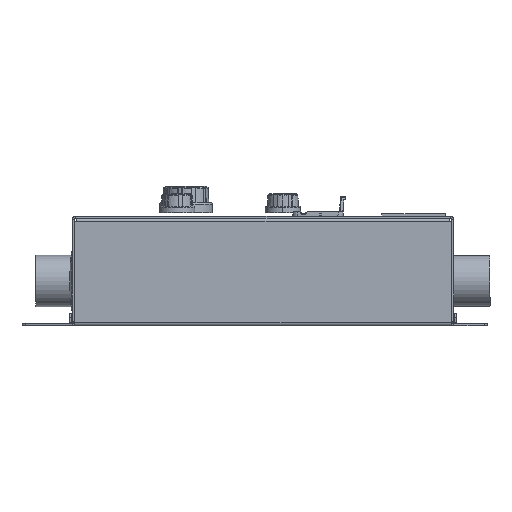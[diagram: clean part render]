
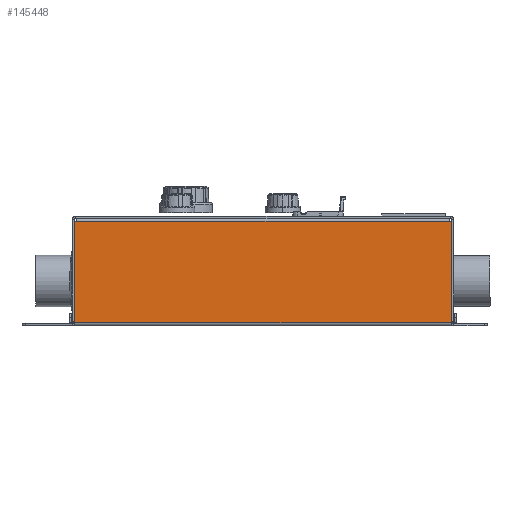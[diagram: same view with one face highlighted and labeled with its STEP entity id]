
A CAD part, left-side view. The second image highlights one B-rep face of the part: STEP entity #145448.
In plain terms, the highlighted planar face has unit normal (-1, 0, 0).
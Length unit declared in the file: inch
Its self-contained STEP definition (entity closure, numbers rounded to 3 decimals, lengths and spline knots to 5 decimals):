
#157 = LINE ( 'NONE', #16886, #29872 ) ;
#1887 = LINE ( 'NONE', #44439, #98725 ) ;
#2676 = EDGE_CURVE ( 'NONE', #28646, #111994, #59688, .T. ) ;
#2678 = VERTEX_POINT ( 'NONE', #77652 ) ;
#3032 = VERTEX_POINT ( 'NONE', #122327 ) ;
#4700 = DIRECTION ( 'NONE',  ( 0., 0., 1. ) ) ;
#7061 = VERTEX_POINT ( 'NONE', #158321 ) ;
#7316 = DIRECTION ( 'NONE',  ( 0., 0., -1. ) ) ;
#10576 = CARTESIAN_POINT ( 'NONE',  ( -4., 0., 0. ) ) ;
#12391 = CARTESIAN_POINT ( 'NONE',  ( -4., 4.44, 0. ) ) ;
#14288 = AXIS2_PLACEMENT_3D ( 'NONE', #10576, #162993, #87320 ) ;
#16886 = CARTESIAN_POINT ( 'NONE',  ( -4., -4.44, 0. ) ) ;
#19514 = ORIENTED_EDGE ( 'NONE', *, *, #86374, .T. ) ;
#21756 = VERTEX_POINT ( 'NONE', #90759 ) ;
#22740 = CARTESIAN_POINT ( 'NONE',  ( -4., 4.4, 2.469 ) ) ;
#25804 = EDGE_LOOP ( 'NONE', ( #70454, #115146, #91450, #153498, #144416, #19514, #124515, #158215 ) ) ;
#28527 = DIRECTION ( 'NONE',  ( -1., 0., 0. ) ) ;
#28646 = VERTEX_POINT ( 'NONE', #107343 ) ;
#29872 = VECTOR ( 'NONE', #4700, 39.37008 ) ;
#36521 = PLANE ( 'NONE',  #14288 ) ;
#40943 = AXIS2_PLACEMENT_3D ( 'NONE', #104136, #28527, #116831 ) ;
#44439 = CARTESIAN_POINT ( 'NONE',  ( -4., 4.44, 0.0788 ) ) ;
#50283 = VECTOR ( 'NONE', #113415, 39.37008 ) ;
#52569 = VERTEX_POINT ( 'NONE', #22740 ) ;
#53766 = EDGE_CURVE ( 'NONE', #7061, #78531, #151080, .T. ) ;
#58361 = VECTOR ( 'NONE', #124790, 39.37008 ) ;
#59688 = LINE ( 'NONE', #140659, #126880 ) ;
#64047 = EDGE_CURVE ( 'NONE', #3032, #7061, #160855, .T. ) ;
#64954 = DIRECTION ( 'NONE',  ( 0., 1., 0. ) ) ;
#68968 = CIRCLE ( 'NONE', #40943, 0.019 ) ;
#70454 = ORIENTED_EDGE ( 'NONE', *, *, #88504, .T. ) ;
#75608 = DIRECTION ( 'NONE',  ( 0., 1., 0. ) ) ;
#77283 = AXIS2_PLACEMENT_3D ( 'NONE', #158663, #83000, #7316 ) ;
#77652 = CARTESIAN_POINT ( 'NONE',  ( -4., -4.44, 0.0788 ) ) ;
#78531 = VERTEX_POINT ( 'NONE', #103170 ) ;
#83000 = DIRECTION ( 'NONE',  ( -1., 0., 0. ) ) ;
#86374 = EDGE_CURVE ( 'NONE', #21756, #28646, #68968, .T. ) ;
#87320 = DIRECTION ( 'NONE',  ( 0., 0., -1. ) ) ;
#88504 = EDGE_CURVE ( 'NONE', #52569, #3032, #125559, .T. ) ;
#90759 = CARTESIAN_POINT ( 'NONE',  ( -4., -4.44, 2.45 ) ) ;
#91450 = ORIENTED_EDGE ( 'NONE', *, *, #53766, .T. ) ;
#93349 = EDGE_CURVE ( 'NONE', #2678, #21756, #157, .T. ) ;
#94021 = VECTOR ( 'NONE', #75608, 39.37008 ) ;
#98725 = VECTOR ( 'NONE', #107435, 39.37008 ) ;
#100479 = CARTESIAN_POINT ( 'NONE',  ( -4., -4.44, 2.469 ) ) ;
#103170 = CARTESIAN_POINT ( 'NONE',  ( -4., 4.44, 0.0788 ) ) ;
#104136 = CARTESIAN_POINT ( 'NONE',  ( -4., -4.421, 2.45 ) ) ;
#107343 = CARTESIAN_POINT ( 'NONE',  ( -4., -4.421, 2.469 ) ) ;
#107435 = DIRECTION ( 'NONE',  ( 0., 1., 0. ) ) ;
#111021 = EDGE_CURVE ( 'NONE', #111994, #52569, #157266, .T. ) ;
#111994 = VERTEX_POINT ( 'NONE', #121210 ) ;
#113415 = DIRECTION ( 'NONE',  ( 0., 0., -1. ) ) ;
#115146 = ORIENTED_EDGE ( 'NONE', *, *, #64047, .T. ) ;
#116831 = DIRECTION ( 'NONE',  ( 0., 0., -1. ) ) ;
#121210 = CARTESIAN_POINT ( 'NONE',  ( -4., -4.4, 2.469 ) ) ;
#122327 = CARTESIAN_POINT ( 'NONE',  ( -4., 4.421, 2.469 ) ) ;
#124515 = ORIENTED_EDGE ( 'NONE', *, *, #2676, .T. ) ;
#124790 = DIRECTION ( 'NONE',  ( 0., 1., 0. ) ) ;
#125559 = LINE ( 'NONE', #162398, #58361 ) ;
#126880 = VECTOR ( 'NONE', #64954, 39.37008 ) ;
#127688 = EDGE_CURVE ( 'NONE', #2678, #78531, #1887, .T. ) ;
#140659 = CARTESIAN_POINT ( 'NONE',  ( -4., -4.44, 2.469 ) ) ;
#144416 = ORIENTED_EDGE ( 'NONE', *, *, #93349, .T. ) ;
#145448 = ADVANCED_FACE ( 'NONE', ( #145966 ), #36521, .F. ) ;
#145966 = FACE_OUTER_BOUND ( 'NONE', #25804, .T. ) ;
#151080 = LINE ( 'NONE', #12391, #50283 ) ;
#153498 = ORIENTED_EDGE ( 'NONE', *, *, #127688, .F. ) ;
#157266 = LINE ( 'NONE', #100479, #94021 ) ;
#158215 = ORIENTED_EDGE ( 'NONE', *, *, #111021, .T. ) ;
#158321 = CARTESIAN_POINT ( 'NONE',  ( -4., 4.44, 2.45 ) ) ;
#158663 = CARTESIAN_POINT ( 'NONE',  ( -4., 4.421, 2.45 ) ) ;
#160855 = CIRCLE ( 'NONE', #77283, 0.019 ) ;
#162398 = CARTESIAN_POINT ( 'NONE',  ( -4., 4.44, 2.469 ) ) ;
#162993 = DIRECTION ( 'NONE',  ( 1., 0., 0. ) ) ;
